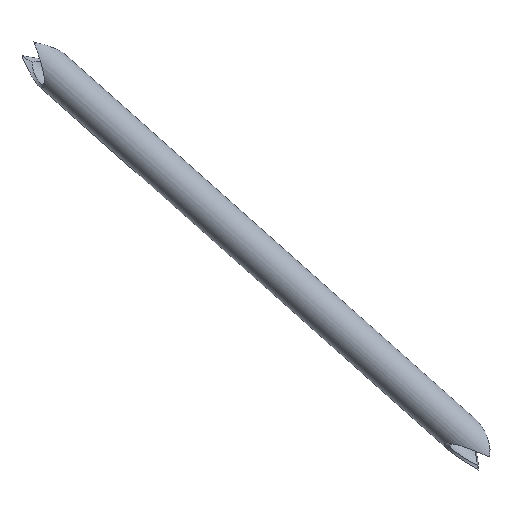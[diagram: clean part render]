
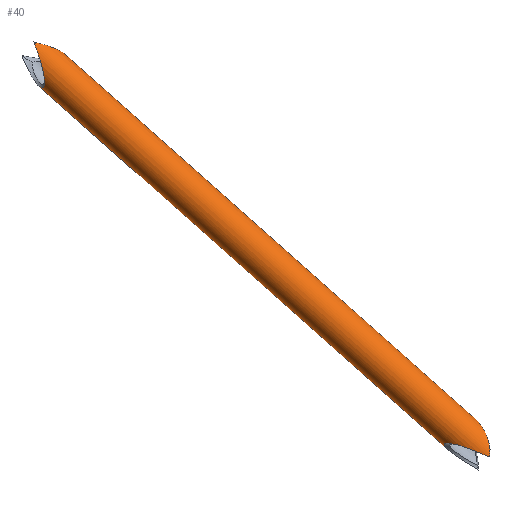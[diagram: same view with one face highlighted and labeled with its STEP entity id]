
A CAD part, front view. The second image highlights one B-rep face of the part: STEP entity #40.
In plain terms, the highlighted cylindrical face has radius 10 mm (diameter 20 mm), a partial arc.
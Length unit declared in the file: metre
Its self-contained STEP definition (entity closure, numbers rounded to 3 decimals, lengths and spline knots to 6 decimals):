
#40=ADVANCED_FACE('',(#85),#86,.T.);
#85=FACE_OUTER_BOUND('',#132,.T.);
#86=CYLINDRICAL_SURFACE('',#133,0.01);
#132=EDGE_LOOP('',(#177,#178,#179,#180,#181,#182,#183,#184,#185,#186));
#133=AXIS2_PLACEMENT_3D('',#187,#188,#189);
#177=ORIENTED_EDGE('',*,*,#309,.F.);
#178=ORIENTED_EDGE('',*,*,#310,.F.);
#179=ORIENTED_EDGE('',*,*,#307,.F.);
#180=ORIENTED_EDGE('',*,*,#311,.F.);
#181=ORIENTED_EDGE('',*,*,#312,.T.);
#182=ORIENTED_EDGE('',*,*,#313,.F.);
#183=ORIENTED_EDGE('',*,*,#314,.F.);
#184=ORIENTED_EDGE('',*,*,#315,.T.);
#185=ORIENTED_EDGE('',*,*,#316,.F.);
#186=ORIENTED_EDGE('',*,*,#317,.F.);
#187=CARTESIAN_POINT('',(-1.459538,0.281306,-0.019066));
#188=DIRECTION('',(-0.747,0.018,0.664));
#189=DIRECTION('',(0.664,0.047,0.746));
#307=EDGE_CURVE('0:177',#363,#361,#365,.T.);
#309=EDGE_CURVE('',#367,#368,#369,.T.);
#310=EDGE_CURVE('0:174',#361,#367,#370,.T.);
#311=EDGE_CURVE('0:153',#371,#363,#372,.T.);
#312=EDGE_CURVE('0:150',#371,#373,#374,.T.);
#313=EDGE_CURVE('',#375,#373,#376,.T.);
#314=EDGE_CURVE('',#377,#375,#378,.T.);
#315=EDGE_CURVE('',#377,#379,#380,.T.);
#316=EDGE_CURVE('0:123',#381,#379,#382,.T.);
#317=EDGE_CURVE('',#368,#381,#383,.T.);
#361=VERTEX_POINT('',#444);
#363=VERTEX_POINT('',#447);
#365=ELLIPSE('',#449,0.019054,0.01);
#367=VERTEX_POINT('',#451);
#368=VERTEX_POINT('',#452);
#369=LINE('',#453,#454);
#370=ELLIPSE('',#455,0.019054,0.01);
#371=VERTEX_POINT('',#456);
#372=ELLIPSE('',#457,0.020892,0.01);
#373=VERTEX_POINT('',#458);
#374=ELLIPSE('',#459,0.020892,0.01);
#375=VERTEX_POINT('',#460);
#376=ELLIPSE('',#461,0.020892,0.01);
#377=VERTEX_POINT('',#462);
#378=LINE('',#463,#464);
#379=VERTEX_POINT('',#465);
#380=ELLIPSE('',#466,0.035202,0.01);
#381=VERTEX_POINT('',#467);
#382=CIRCLE('',#468,0.098238);
#383=B_SPLINE_CURVE_WITH_KNOTS('',3,(#469,#470,#471,#472,#473,#474,#475,#476,#477,#478,#479,#480,#481,#482,#483,#484,#485,#486,#487,#488,#489,#490,#491,#492,#493,#494,#495,#496,#497,#498,#499,#500,#501,#502),.UNSPECIFIED.,.F.,.F.,(4,2,1,2,2,2,2,2,2,2,2,2,1,2,2,2,2,4),(0.0,4.185604,8.371208,12.556813,20.650901,28.46787,32.376354,36.284839,38.239081,41.170444,44.101808,48.010292,51.918776,55.827261,63.644229,71.461198,75.369682,79.278167),.UNSPECIFIED.);
#444=CARTESIAN_POINT('',(-1.630141,0.278513,0.142068));
#447=CARTESIAN_POINT('',(-1.636084,0.276611,0.143639));
#449=AXIS2_PLACEMENT_3D('',#915,#916,#917);
#451=CARTESIAN_POINT('',(-1.621171,0.285807,0.137897));
#452=CARTESIAN_POINT('',(-1.421046,0.281014,-0.039902));
#453=CARTESIAN_POINT('',(-1.452898,0.281777,-0.011604));
#454=VECTOR('',#918,1.0);
#455=AXIS2_PLACEMENT_3D('',#919,#920,#921);
#456=CARTESIAN_POINT('',(-1.633288,0.275485,0.135931));
#457=AXIS2_PLACEMENT_3D('',#922,#923,#924);
#458=CARTESIAN_POINT('',(-1.630904,0.276984,0.125795));
#459=AXIS2_PLACEMENT_3D('',#925,#926,#927);
#460=CARTESIAN_POINT('',(-1.633096,0.284833,0.121768));
#461=AXIS2_PLACEMENT_3D('',#928,#929,#930);
#462=CARTESIAN_POINT('',(-1.434723,0.280082,-0.054475));
#463=CARTESIAN_POINT('',(-1.466179,0.280835,-0.026528));
#464=VECTOR('',#931,1.0);
#465=CARTESIAN_POINT('',(-1.415001,0.270257,-0.058005));
#466=AXIS2_PLACEMENT_3D('',#932,#933,#934);
#467=CARTESIAN_POINT('',(-1.414443,0.270257,-0.058251));
#468=AXIS2_PLACEMENT_3D('',#935,#936,#937);
#469=CARTESIAN_POINT('',(-1.419707,0.286759,-0.064589));
#470=CARTESIAN_POINT('',(-1.419663,0.287433,-0.063861));
#471=CARTESIAN_POINT('',(-1.419668,0.287984,-0.063029));
#472=CARTESIAN_POINT('',(-1.419784,0.288876,-0.061279));
#473=CARTESIAN_POINT('',(-1.420002,0.289563,-0.059446));
#474=CARTESIAN_POINT('',(-1.420353,0.289957,-0.057563));
#475=CARTESIAN_POINT('',(-1.420917,0.290375,-0.054797));
#476=CARTESIAN_POINT('',(-1.421351,0.290453,-0.052973));
#477=CARTESIAN_POINT('',(-1.422189,0.290271,-0.049374));
#478=CARTESIAN_POINT('',(-1.422598,0.290023,-0.047598));
#479=CARTESIAN_POINT('',(-1.423079,0.289286,-0.044992));
#480=CARTESIAN_POINT('',(-1.423217,0.288978,-0.044132));
#481=CARTESIAN_POINT('',(-1.423397,0.288175,-0.042479));
#482=CARTESIAN_POINT('',(-1.423441,0.28768,-0.041683));
#483=CARTESIAN_POINT('',(-1.423357,0.286729,-0.040661));
#484=CARTESIAN_POINT('',(-1.423303,0.286377,-0.040352));
#485=CARTESIAN_POINT('',(-1.423089,0.28542,-0.039713));
#486=CARTESIAN_POINT('',(-1.422885,0.284776,-0.039456));
#487=CARTESIAN_POINT('',(-1.422366,0.283477,-0.039259));
#488=CARTESIAN_POINT('',(-1.422057,0.28283,-0.039312));
#489=CARTESIAN_POINT('',(-1.421301,0.281412,-0.039666));
#490=CARTESIAN_POINT('',(-1.420847,0.280669,-0.040035));
#491=CARTESIAN_POINT('',(-1.419949,0.279298,-0.040931));
#492=CARTESIAN_POINT('',(-1.41906,0.278038,-0.041989));
#493=CARTESIAN_POINT('',(-1.418221,0.276941,-0.043234));
#494=CARTESIAN_POINT('',(-1.417012,0.275387,-0.0452));
#495=CARTESIAN_POINT('',(-1.416269,0.274471,-0.046638));
#496=CARTESIAN_POINT('',(-1.41502,0.272817,-0.049695));
#497=CARTESIAN_POINT('',(-1.414508,0.272074,-0.051321));
#498=CARTESIAN_POINT('',(-1.414119,0.271159,-0.053881));
#499=CARTESIAN_POINT('',(-1.414055,0.270888,-0.054754));
#500=CARTESIAN_POINT('',(-1.414109,0.270466,-0.056512));
#501=CARTESIAN_POINT('',(-1.414229,0.270315,-0.057396));
#502=CARTESIAN_POINT('',(-1.414443,0.270257,-0.058251));
#915=CARTESIAN_POINT('',(-1.639,0.285604,0.140375));
#916=DIRECTION('',(0.124,0.374,0.919));
#917=DIRECTION('',(0.954,0.209,-0.213));
#918=DIRECTION('',(0.747,-0.018,-0.664));
#919=CARTESIAN_POINT('',(-1.639,0.285604,0.140375));
#920=DIRECTION('',(0.124,0.374,0.919));
#921=DIRECTION('',(0.954,0.209,-0.213));
#922=CARTESIAN_POINT('',(-1.639,0.285604,0.140375));
#923=DIRECTION('',(-0.885,-0.383,-0.265));
#924=DIRECTION('',(0.369,-0.229,-0.901));
#925=CARTESIAN_POINT('',(-1.639,0.285604,0.140375));
#926=DIRECTION('',(0.885,0.383,0.265));
#927=DIRECTION('',(0.369,-0.229,-0.901));
#928=CARTESIAN_POINT('',(-1.639,0.285604,0.140375));
#929=DIRECTION('',(-0.885,-0.383,-0.265));
#930=DIRECTION('',(0.369,-0.229,-0.901));
#931=DIRECTION('',(-0.747,0.018,0.664));
#932=CARTESIAN_POINT('',(-1.405,0.28,-0.06752));
#933=DIRECTION('',(0.363,0.433,0.825));
#934=DIRECTION('',(0.887,0.11,-0.448));
#935=CARTESIAN_POINT('',(-1.431884,0.358817,-0.097027));
#936=DIRECTION('',(-0.363,-0.433,-0.825));
#937=DIRECTION('',(0.178,-0.901,0.395));
